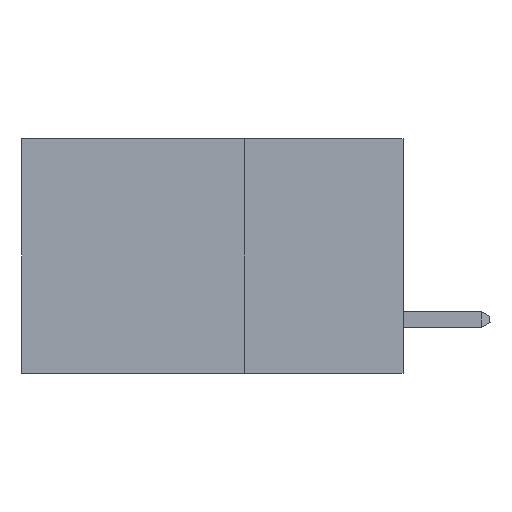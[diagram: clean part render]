
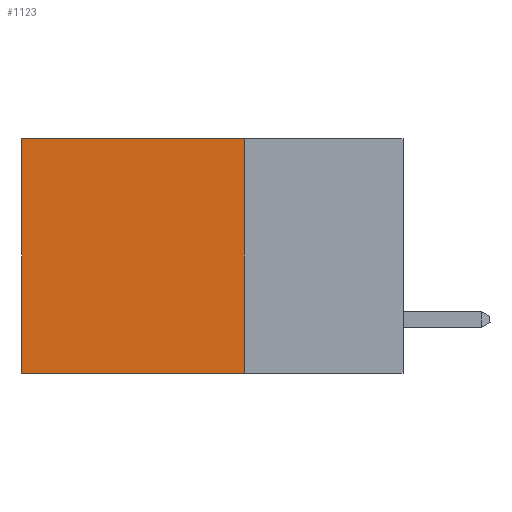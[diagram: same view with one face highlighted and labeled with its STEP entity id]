
A CAD part, left-side view. The second image highlights one B-rep face of the part: STEP entity #1123.
In plain terms, the highlighted planar face has unit normal (-1, 0, 0).
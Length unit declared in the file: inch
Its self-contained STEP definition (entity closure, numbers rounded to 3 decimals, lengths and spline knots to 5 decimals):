
#18 = CARTESIAN_POINT ( 'NONE',  ( 0.2875, 0.25, -0.37 ) ) ;
#431 = ORIENTED_EDGE ( 'NONE', *, *, #2732, .T. ) ;
#559 = EDGE_CURVE ( 'NONE', #11168, #7476, #10312, .T. ) ;
#741 = CARTESIAN_POINT ( 'NONE',  ( 0.2875, 0.25, 0. ) ) ;
#1123 = ADVANCED_FACE ( 'NONE', ( #6617 ), #3763, .F. ) ;
#1570 = CARTESIAN_POINT ( 'NONE',  ( 0.2875, 0.25, 0. ) ) ;
#2401 = VECTOR ( 'NONE', #3488, 39.37008 ) ;
#2732 = EDGE_CURVE ( 'NONE', #6873, #6065, #5356, .T. ) ;
#3077 = LINE ( 'NONE', #9898, #10046 ) ;
#3127 = CARTESIAN_POINT ( 'NONE',  ( 0.2875, 0.6, 0. ) ) ;
#3471 = CARTESIAN_POINT ( 'NONE',  ( 0.2875, 0.6, 0. ) ) ;
#3488 = DIRECTION ( 'NONE',  ( 0., 1., 0. ) ) ;
#3763 = PLANE ( 'NONE',  #4452 ) ;
#4274 = CARTESIAN_POINT ( 'NONE',  ( 0.2875, 0.6, -0.37 ) ) ;
#4452 = AXIS2_PLACEMENT_3D ( 'NONE', #10257, #11351, #6887 ) ;
#4488 = VECTOR ( 'NONE', #8588, 39.37008 ) ;
#4999 = CARTESIAN_POINT ( 'NONE',  ( 0.2875, 0.25, -0.37 ) ) ;
#5356 = LINE ( 'NONE', #3127, #6366 ) ;
#5686 = LINE ( 'NONE', #18, #2401 ) ;
#6065 = VERTEX_POINT ( 'NONE', #4274 ) ;
#6366 = VECTOR ( 'NONE', #7514, 39.37008 ) ;
#6617 = FACE_OUTER_BOUND ( 'NONE', #10032, .T. ) ;
#6873 = VERTEX_POINT ( 'NONE', #3471 ) ;
#6887 = DIRECTION ( 'NONE',  ( 0., 0., -1. ) ) ;
#7476 = VERTEX_POINT ( 'NONE', #4999 ) ;
#7514 = DIRECTION ( 'NONE',  ( 0., 0., -1. ) ) ;
#7643 = EDGE_CURVE ( 'NONE', #7476, #6065, #5686, .T. ) ;
#8213 = DIRECTION ( 'NONE',  ( 0., 1., 0. ) ) ;
#8588 = DIRECTION ( 'NONE',  ( 0., 0., -1. ) ) ;
#9198 = ORIENTED_EDGE ( 'NONE', *, *, #7643, .F. ) ;
#9461 = ORIENTED_EDGE ( 'NONE', *, *, #559, .F. ) ;
#9898 = CARTESIAN_POINT ( 'NONE',  ( 0.2875, 0.25, 0. ) ) ;
#10032 = EDGE_LOOP ( 'NONE', ( #431, #9198, #9461, #10517 ) ) ;
#10046 = VECTOR ( 'NONE', #8213, 39.37008 ) ;
#10257 = CARTESIAN_POINT ( 'NONE',  ( 0.2875, 0.25, 0. ) ) ;
#10312 = LINE ( 'NONE', #1570, #4488 ) ;
#10517 = ORIENTED_EDGE ( 'NONE', *, *, #11491, .T. ) ;
#11168 = VERTEX_POINT ( 'NONE', #741 ) ;
#11351 = DIRECTION ( 'NONE',  ( 1., 0., 0. ) ) ;
#11491 = EDGE_CURVE ( 'NONE', #11168, #6873, #3077, .T. ) ;
